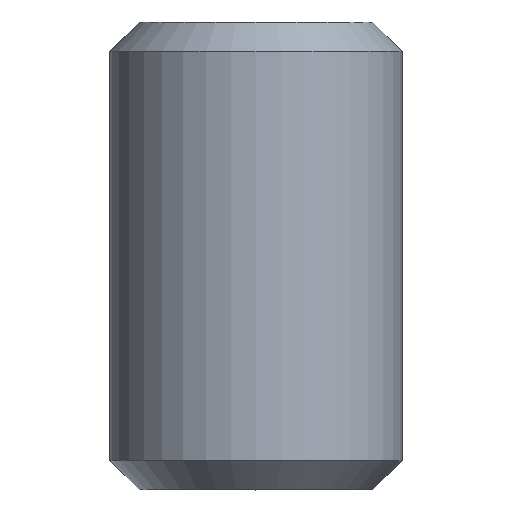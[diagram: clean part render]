
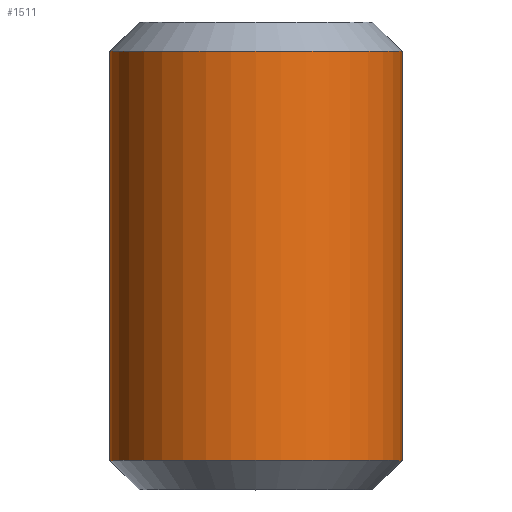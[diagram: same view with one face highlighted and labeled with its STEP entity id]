
A CAD part, top view. The second image highlights one B-rep face of the part: STEP entity #1511.
In plain terms, the highlighted cylindrical face has radius 2.5 mm (diameter 5 mm), a full revolution.
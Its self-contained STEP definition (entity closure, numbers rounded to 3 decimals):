
#216 = VERTEX_POINT ( 'NONE', #720 ) ;
#265 = AXIS2_PLACEMENT_3D ( 'NONE', #1298, #1566, #1032 ) ;
#328 = CYLINDRICAL_SURFACE ( 'NONE', #739, 2.5 ) ;
#367 = CARTESIAN_POINT ( 'NONE',  ( 0., 0.5, 2.5 ) ) ;
#499 = VERTEX_POINT ( 'NONE', #367 ) ;
#526 = DIRECTION ( 'NONE',  ( 0., 0., 1. ) ) ;
#555 = EDGE_LOOP ( 'NONE', ( #912 ) ) ;
#588 = ORIENTED_EDGE ( 'NONE', *, *, #1345, .T. ) ;
#618 = DIRECTION ( 'NONE',  ( 0., 1., 0. ) ) ;
#621 = EDGE_LOOP ( 'NONE', ( #588 ) ) ;
#720 = CARTESIAN_POINT ( 'NONE',  ( 0., 7.5, 2.5 ) ) ;
#739 = AXIS2_PLACEMENT_3D ( 'NONE', #830, #1459, #1079 ) ;
#811 = FACE_OUTER_BOUND ( 'NONE', #555, .T. ) ;
#830 = CARTESIAN_POINT ( 'NONE',  ( 0., 8., 0. ) ) ;
#912 = ORIENTED_EDGE ( 'NONE', *, *, #1381, .T. ) ;
#948 = FACE_OUTER_BOUND ( 'NONE', #621, .T. ) ;
#1032 = DIRECTION ( 'NONE',  ( 0., 0., 1. ) ) ;
#1079 = DIRECTION ( 'NONE',  ( 0., 0., -1. ) ) ;
#1298 = CARTESIAN_POINT ( 'NONE',  ( 0., 7.5, 0. ) ) ;
#1310 = CIRCLE ( 'NONE', #265, 2.5 ) ;
#1345 = EDGE_CURVE ( 'NONE', #499, #499, #1628, .T. ) ;
#1381 = EDGE_CURVE ( 'NONE', #216, #216, #1310, .T. ) ;
#1459 = DIRECTION ( 'NONE',  ( 0., -1., 0. ) ) ;
#1511 = ADVANCED_FACE ( 'NONE', ( #948, #811 ), #328, .T. ) ;
#1545 = CARTESIAN_POINT ( 'NONE',  ( 0., 0.5, 0. ) ) ;
#1566 = DIRECTION ( 'NONE',  ( 0., -1., 0. ) ) ;
#1578 = AXIS2_PLACEMENT_3D ( 'NONE', #1545, #618, #526 ) ;
#1628 = CIRCLE ( 'NONE', #1578, 2.5 ) ;
